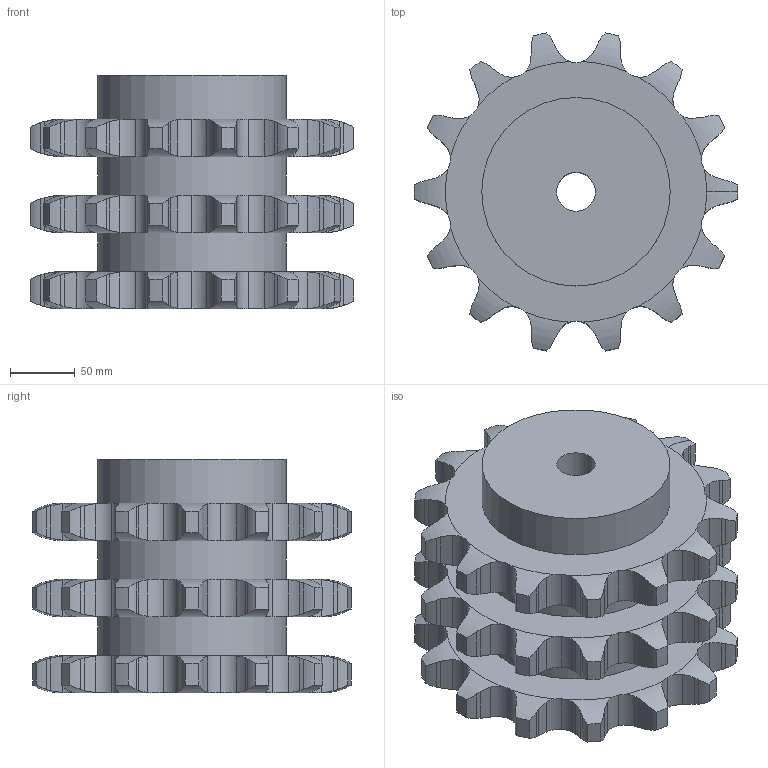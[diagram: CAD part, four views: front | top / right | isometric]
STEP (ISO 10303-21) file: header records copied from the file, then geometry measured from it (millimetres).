
FILE_DESCRIPTION(('FreeCAD Model'),'2;1');
FILE_NAME('Open CASCADE Shape Model','2021-12-12T09:49:39',('FreeCAD'),( 'FreeCAD'),'Open CASCADE STEP processor 7.4','FreeCAD','Unknown');
FILE_SCHEMA(('AUTOMOTIVE_DESIGN { 1 0 10303 214 1 1 1 1 }'));
Products named in the file (1): Open CASCADE STEP translator 7.4 7
Bounding box: 248.79 x 244.7 x 180 mm (x, y, z)
Volume: 4669978.4 mm3; surface area: 304134.9 mm2
Topology: 1 solids, 1 shells, 483 faces, 1420 edges, 945 vertices
Faces by surface type: cylinder 301, plane 92, torus 90
Full cylindrical faces by diameter (mm): 30 x1, 145 x3
Entity records: 43914 total; most frequent: CARTESIAN_POINT 19573, DIRECTION 3412, ORIENTED_EDGE 2840, PCURVE 2840, DEFINITIONAL_REPRESENTATION 2840, B_SPLINE_CURVE_WITH_KNOTS 2016, LINE 1613, VECTOR 1613
